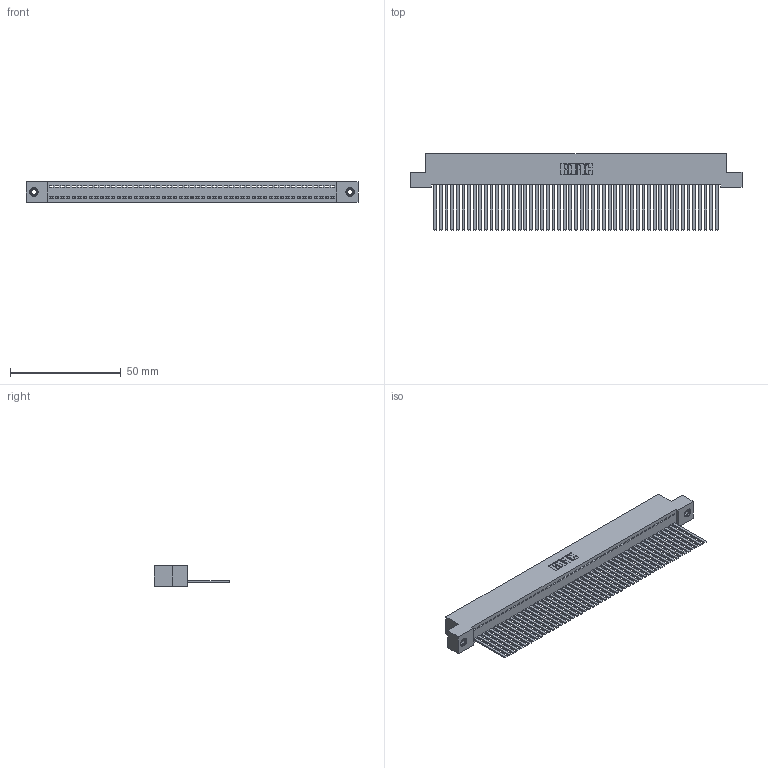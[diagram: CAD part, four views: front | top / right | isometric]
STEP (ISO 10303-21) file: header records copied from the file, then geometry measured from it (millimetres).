
FILE_DESCRIPTION (( 'STEP AP203' ), '1' );
FILE_NAME ('392-051-544-108.STEP', '2019-10-08T12:05:57', ( '' ), ( '' ), 'SwSTEP 2.0', 'SolidWorks 2016', '' );
FILE_SCHEMA (( 'CONFIG_CONTROL_DESIGN' ));
Length unit declared in the file: inch
Products named in the file (4): 342 Part_TI; 345-292-001_345-293-144; 345-250-001_345-250-003-102; 392-051-544-108
Assembly tree (54 placements, depth 2):
  392-051-544-108
    342 Part_TI
    345-292-001_345-293-144  x51
    345-250-001_345-250-003-102  x2
Bounding box: 149.86 x 34.3 x 9.4 mm (x, y, z)
Volume: 13757.8 mm3; surface area: 22069.7 mm2
Topology: 54 solids, 54 shells, 2822 faces, 8493 edges, 5586 vertices
Faces by surface type: plane 2036, cylinder 770, cone 12, torus 4
Entity records: 30884 total; most frequent: CARTESIAN_POINT 5306, ORIENTED_EDGE 5286, DIRECTION 4487, EDGE_CURVE 2643, LINE 2499, VECTOR 2499, VERTEX_POINT 1756, AXIS2_PLACEMENT_3D 994
